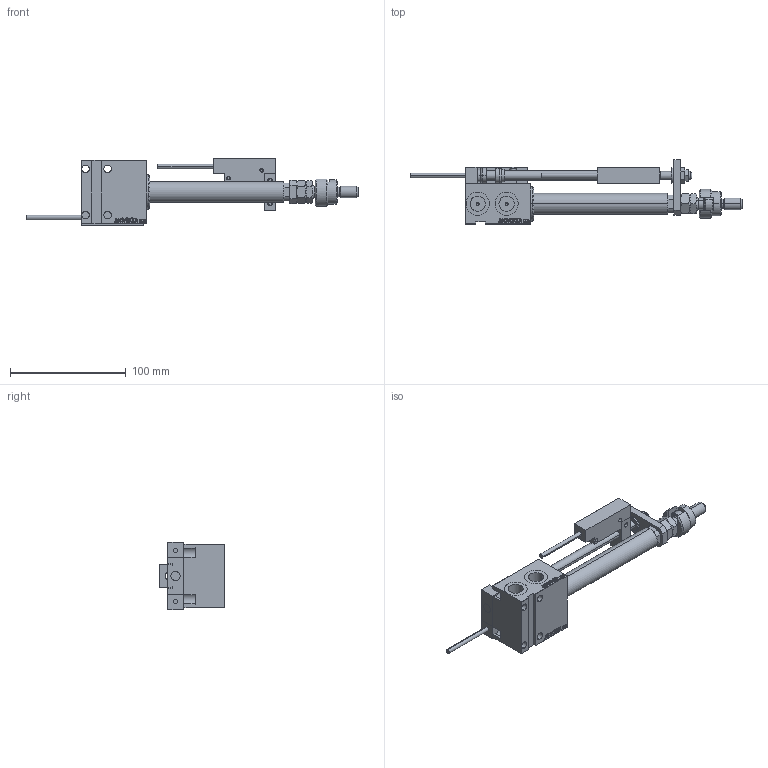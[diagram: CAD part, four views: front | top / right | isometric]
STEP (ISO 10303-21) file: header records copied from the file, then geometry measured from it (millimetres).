
FILE_DESCRIPTION (( 'STEP AP203' ), '1' );
FILE_NAME ('086a.STEP', '2022-04-17T11:29:31', ( '' ), ( '' ), 'SwSTEP 2.0', 'SolidWorks 2019', '' );
FILE_SCHEMA (( 'CONFIG_CONTROL_DESIGN' ));
Length unit declared in the file: millimetre
Products named in the file (19): SWITCH DIM B,W 8c8662f43a7d44f19a896178cc2c5840; MFA 8c8662f43a7d44f19a896178cc2c5840; NUT_D10 8c8662f43a7d44f19a896178cc2c5840; FEMALE_PART_FOR_DFA 8c8662f43a7d44f19a896178cc2c5840; MAGNET 8c8662f43a7d44f19a896178cc2c5840; V450CM_E_VCP 8c8662f43a7d44f19a896178cc2c5840; X_Y_DFA 8c8662f43a7d44f19a896178cc2c5840; KONCOVKA 8c8662f43a7d44f19a896178cc2c5840; V450CM_VC_B 8c8662f43a7d44f19a896178cc2c5840; ALLEN BOLT D5 8c8662f43a7d44f19a896178cc2c5840; V450CM_E_Body 8c8662f43a7d44f19a896178cc2c5840; ALLEN BOLT D8 8c8662f43a7d44f19a896178cc2c5840; ZARAZKA 8c8662f43a7d44f19a896178cc2c5840; SWITCH_X_FRONT_BACK 8c8662f43a7d44f19a896178cc2c5840; NUT_D12 8c8662f43a7d44f19a896178cc2c5840; Block 8c8662f43a7d44f19a896178cc2c5840; 086a; TYC_L79 8c8662f43a7d44f19a896178cc2c5840; SWITCH X 8c8662f43a7d44f19a896178cc2c5840
Assembly tree (28 placements, depth 3):
  086a
    V450CM_E_Body 8c8662f43a7d44f19a896178cc2c5840
    V450CM_E_VCP 8c8662f43a7d44f19a896178cc2c5840
    V450CM_VC_B 8c8662f43a7d44f19a896178cc2c5840
    SWITCH X 8c8662f43a7d44f19a896178cc2c5840
      SWITCH_X_FRONT_BACK 8c8662f43a7d44f19a896178cc2c5840  x2
      TYC_L79 8c8662f43a7d44f19a896178cc2c5840
      Block 8c8662f43a7d44f19a896178cc2c5840  x2
      ALLEN BOLT D5 8c8662f43a7d44f19a896178cc2c5840  x4
      ALLEN BOLT D8 8c8662f43a7d44f19a896178cc2c5840  x4
      MAGNET 8c8662f43a7d44f19a896178cc2c5840  x2
      KONCOVKA 8c8662f43a7d44f19a896178cc2c5840  x2
    SWITCH DIM B,W 8c8662f43a7d44f19a896178cc2c5840
    ZARAZKA 8c8662f43a7d44f19a896178cc2c5840
    NUT_D10 8c8662f43a7d44f19a896178cc2c5840
    NUT_D12 8c8662f43a7d44f19a896178cc2c5840
    X_Y_DFA 8c8662f43a7d44f19a896178cc2c5840
      FEMALE_PART_FOR_DFA 8c8662f43a7d44f19a896178cc2c5840
      MFA 8c8662f43a7d44f19a896178cc2c5840
Bounding box: 287 x 55.5 x 58 mm (x, y, z)
Volume: 186929.7 mm3; surface area: 69584.8 mm2
Topology: 26 solids, 26 shells, 1400 faces, 3352 edges, 2130 vertices
Faces by surface type: plane 604, bspline 380, cylinder 211, cone 153, torus 48, sphere 4
Entity records: 53940 total; most frequent: CARTESIAN_POINT 26582, ORIENTED_EDGE 5724, DIRECTION 4003, EDGE_CURVE 2862, VERTEX_POINT 1854, LINE 1597, VECTOR 1597, EDGE_LOOP 1318
